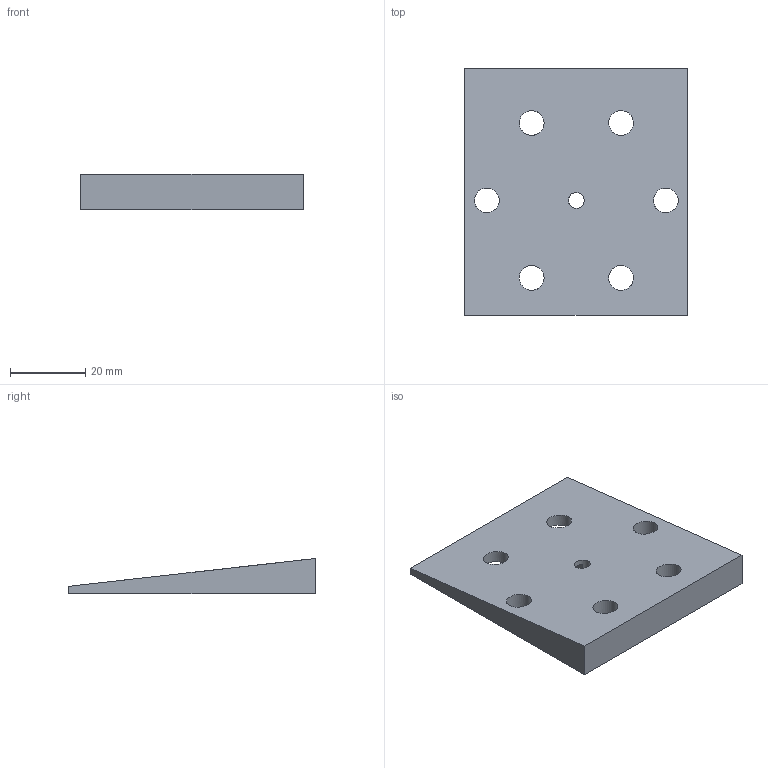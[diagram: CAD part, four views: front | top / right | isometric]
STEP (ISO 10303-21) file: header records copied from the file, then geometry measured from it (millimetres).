
FILE_DESCRIPTION(('FreeCAD Model'),'2;1');
FILE_NAME('Open CASCADE Shape Model','2024-07-09T08:54:33',('Author'),( ''),'Open CASCADE STEP processor 7.7','Ondsel','Unknown');
FILE_SCHEMA(('AUTOMOTIVE_DESIGN { 1 0 10303 214 1 1 1 1 }'));
Length unit declared in the file: millimetre
Products named in the file (1): die_milled_part
Bounding box: 59.2 x 65.49 x 9.31 mm (x, y, z)
Volume: 20002.6 mm3; surface area: 9723.3 mm2
Topology: 1 solids, 1 shells, 36 faces, 103 edges, 68 vertices
Faces by surface type: plane 21, cylinder 14, bspline 1
Full cylindrical faces by diameter (mm): 4.234 x1, 6.6 x6
Entity records: 1239 total; most frequent: CARTESIAN_POINT 217, DIRECTION 208, ORIENTED_EDGE 206, EDGE_CURVE 103, LINE 70, VECTOR 70, AXIS2_PLACEMENT_3D 69, VERTEX_POINT 68
